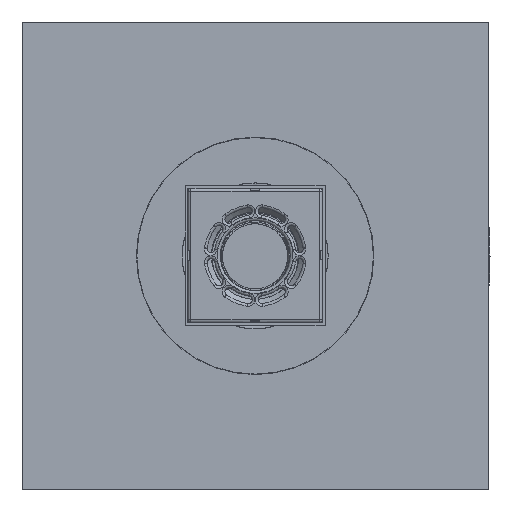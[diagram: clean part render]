
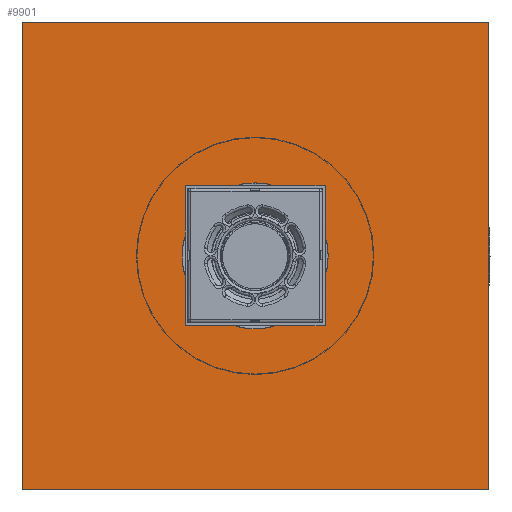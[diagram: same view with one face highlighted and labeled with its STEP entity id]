
A CAD part, top view. The second image highlights one B-rep face of the part: STEP entity #9901.
In plain terms, the highlighted planar face has unit normal (0, 0, 1).
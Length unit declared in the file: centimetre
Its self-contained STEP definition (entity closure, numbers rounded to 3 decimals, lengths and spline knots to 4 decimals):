
#842=LINE('',#18205,#1333);
#844=LINE('',#18211,#1335);
#847=LINE('',#18216,#1338);
#850=LINE('',#18220,#1341);
#1333=VECTOR('',#14203,1.);
#1335=VECTOR('',#14207,1.);
#1338=VECTOR('',#14212,1.);
#1341=VECTOR('',#14217,1.);
#1702=FACE_BOUND('',#2926,.T.);
#2223=FACE_OUTER_BOUND('',#2925,.T.);
#2925=EDGE_LOOP('',(#8613,#8614,#8615,#8616));
#2926=EDGE_LOOP('',(#8617));
#3716=CIRCLE('',#11223,78.2516);
#4596=VERTEX_POINT('',#18199);
#4598=VERTEX_POINT('',#18203);
#4599=VERTEX_POINT('',#18207);
#4601=VERTEX_POINT('',#18210);
#4620=VERTEX_POINT('',#18278);
#5941=EDGE_CURVE('',#4596,#4598,#842,.T.);
#5943=EDGE_CURVE('',#4601,#4599,#844,.T.);
#5946=EDGE_CURVE('',#4598,#4601,#847,.T.);
#5949=EDGE_CURVE('',#4596,#4599,#850,.T.);
#5977=EDGE_CURVE('',#4620,#4620,#3716,.T.);
#8613=ORIENTED_EDGE('',*,*,#5949,.F.);
#8614=ORIENTED_EDGE('',*,*,#5941,.T.);
#8615=ORIENTED_EDGE('',*,*,#5946,.T.);
#8616=ORIENTED_EDGE('',*,*,#5943,.T.);
#8617=ORIENTED_EDGE('',*,*,#5977,.T.);
#9361=PLANE('',#11226);
#9901=ADVANCED_FACE('',(#2223,#1702),#9361,.T.);
#11223=AXIS2_PLACEMENT_3D('',#18279,#14291,#14292);
#11226=AXIS2_PLACEMENT_3D('',#18282,#14297,#14298);
#14203=DIRECTION('',(1.,0.,0.));
#14207=DIRECTION('',(-1.,0.,0.));
#14212=DIRECTION('',(0.,1.,0.));
#14217=DIRECTION('',(0.,1.,0.));
#14291=DIRECTION('center_axis',(0.,0.,-1.));
#14292=DIRECTION('ref_axis',(1.,0.,0.));
#14297=DIRECTION('center_axis',(0.,0.,1.));
#14298=DIRECTION('ref_axis',(0.,1.,0.));
#18199=CARTESIAN_POINT('',(-250.,-250.,378.129));
#18203=CARTESIAN_POINT('',(250.,-250.,378.129));
#18205=CARTESIAN_POINT('',(0.,-250.,378.129));
#18207=CARTESIAN_POINT('',(-250.,250.,378.129));
#18210=CARTESIAN_POINT('',(250.,250.,378.129));
#18211=CARTESIAN_POINT('',(0.,250.,378.129));
#18216=CARTESIAN_POINT('',(250.,0.,378.129));
#18220=CARTESIAN_POINT('',(-250.,0.,378.129));
#18278=CARTESIAN_POINT('',(0.,-78.2516,378.129));
#18279=CARTESIAN_POINT('Origin',(0.,0.,378.129));
#18282=CARTESIAN_POINT('Origin',(0.,0.,378.129));
